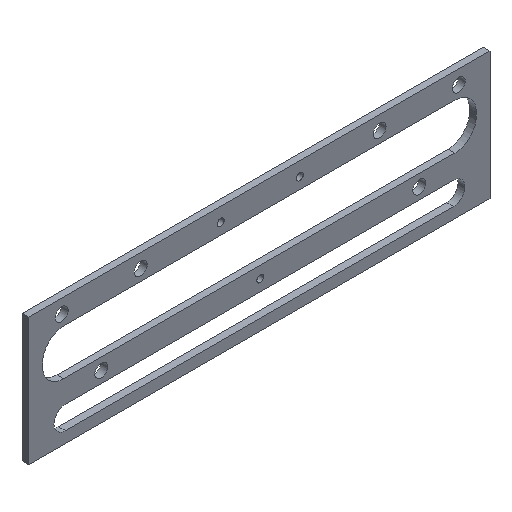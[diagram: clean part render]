
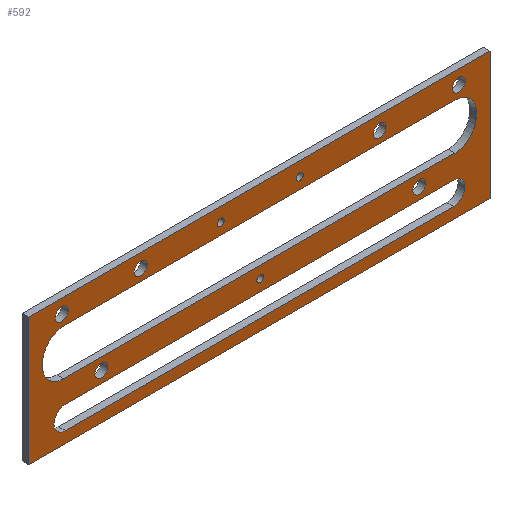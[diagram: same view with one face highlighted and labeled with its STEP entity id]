
A CAD part, isometric view. The second image highlights one B-rep face of the part: STEP entity #592.
In plain terms, the highlighted planar face has unit normal (0, -1, 0).
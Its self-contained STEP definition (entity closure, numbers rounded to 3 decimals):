
#42=FACE_BOUND('',#147,.T.);
#43=FACE_BOUND('',#148,.T.);
#44=FACE_BOUND('',#149,.T.);
#45=FACE_BOUND('',#150,.T.);
#46=FACE_BOUND('',#151,.T.);
#47=FACE_BOUND('',#152,.T.);
#48=FACE_BOUND('',#153,.T.);
#49=FACE_BOUND('',#154,.T.);
#50=FACE_BOUND('',#155,.T.);
#51=FACE_BOUND('',#156,.T.);
#52=FACE_BOUND('',#157,.T.);
#70=CIRCLE('',#635,9.355);
#71=CIRCLE('',#638,9.355);
#72=CIRCLE('',#641,5.);
#73=CIRCLE('',#643,5.);
#74=CIRCLE('',#648,2.8);
#75=CIRCLE('',#650,2.8);
#76=CIRCLE('',#652,2.8);
#77=CIRCLE('',#654,2.8);
#78=CIRCLE('',#656,2.8);
#79=CIRCLE('',#658,2.8);
#80=CIRCLE('',#660,5.);
#81=CIRCLE('',#663,5.);
#82=CIRCLE('',#665,9.355);
#83=CIRCLE('',#666,9.355);
#84=CIRCLE('',#667,1.5);
#85=CIRCLE('',#668,1.5);
#86=CIRCLE('',#669,1.5);
#106=FACE_OUTER_BOUND('',#146,.T.);
#146=EDGE_LOOP('',(#495,#496,#497,#498));
#147=EDGE_LOOP('',(#499));
#148=EDGE_LOOP('',(#500));
#149=EDGE_LOOP('',(#501));
#150=EDGE_LOOP('',(#502));
#151=EDGE_LOOP('',(#503));
#152=EDGE_LOOP('',(#504));
#153=EDGE_LOOP('',(#505,#506,#507,#508,#509,#510));
#154=EDGE_LOOP('',(#511,#512,#513,#514,#515,#516,#517,#518));
#155=EDGE_LOOP('',(#519));
#156=EDGE_LOOP('',(#520));
#157=EDGE_LOOP('',(#521));
#180=LINE('',#919,#227);
#183=LINE('',#927,#230);
#188=LINE('',#941,#235);
#190=LINE('',#946,#237);
#193=LINE('',#951,#240);
#202=LINE('',#983,#249);
#203=LINE('',#988,#250);
#204=LINE('',#989,#251);
#205=LINE('',#992,#252);
#206=LINE('',#995,#253);
#227=VECTOR('',#736,10.);
#230=VECTOR('',#745,10.);
#235=VECTOR('',#760,10.);
#237=VECTOR('',#764,10.);
#240=VECTOR('',#769,10.);
#249=VECTOR('',#808,10.);
#250=VECTOR('',#815,10.);
#251=VECTOR('',#816,10.);
#252=VECTOR('',#817,10.);
#253=VECTOR('',#820,10.);
#288=VERTEX_POINT('',#911);
#289=VERTEX_POINT('',#913);
#290=VERTEX_POINT('',#917);
#291=VERTEX_POINT('',#921);
#292=VERTEX_POINT('',#925);
#293=VERTEX_POINT('',#929);
#294=VERTEX_POINT('',#931);
#295=VERTEX_POINT('',#935);
#296=VERTEX_POINT('',#939);
#297=VERTEX_POINT('',#943);
#298=VERTEX_POINT('',#945);
#299=VERTEX_POINT('',#949);
#300=VERTEX_POINT('',#953);
#301=VERTEX_POINT('',#957);
#302=VERTEX_POINT('',#961);
#303=VERTEX_POINT('',#965);
#304=VERTEX_POINT('',#969);
#305=VERTEX_POINT('',#973);
#306=VERTEX_POINT('',#977);
#307=VERTEX_POINT('',#979);
#308=VERTEX_POINT('',#987);
#309=VERTEX_POINT('',#990);
#310=VERTEX_POINT('',#991);
#311=VERTEX_POINT('',#993);
#312=VERTEX_POINT('',#997);
#313=VERTEX_POINT('',#999);
#314=VERTEX_POINT('',#1001);
#343=EDGE_CURVE('',#288,#289,#70,.T.);
#346=EDGE_CURVE('',#288,#290,#180,.T.);
#348=EDGE_CURVE('',#291,#290,#71,.T.);
#350=EDGE_CURVE('',#291,#292,#183,.T.);
#352=EDGE_CURVE('',#293,#294,#72,.T.);
#355=EDGE_CURVE('',#295,#293,#73,.T.);
#357=EDGE_CURVE('',#295,#296,#188,.T.);
#359=EDGE_CURVE('',#297,#298,#190,.T.);
#362=EDGE_CURVE('',#299,#297,#193,.T.);
#364=EDGE_CURVE('',#300,#300,#74,.T.);
#366=EDGE_CURVE('',#301,#301,#75,.T.);
#368=EDGE_CURVE('',#302,#302,#76,.T.);
#370=EDGE_CURVE('',#303,#303,#77,.T.);
#372=EDGE_CURVE('',#304,#304,#78,.T.);
#374=EDGE_CURVE('',#305,#305,#79,.T.);
#376=EDGE_CURVE('',#306,#307,#80,.T.);
#378=EDGE_CURVE('',#306,#294,#202,.T.);
#379=EDGE_CURVE('',#307,#296,#81,.T.);
#380=EDGE_CURVE('',#299,#308,#203,.T.);
#381=EDGE_CURVE('',#308,#298,#204,.T.);
#382=EDGE_CURVE('',#309,#310,#205,.T.);
#383=EDGE_CURVE('',#311,#310,#82,.T.);
#384=EDGE_CURVE('',#311,#289,#206,.T.);
#385=EDGE_CURVE('',#309,#292,#83,.T.);
#386=EDGE_CURVE('',#312,#312,#84,.T.);
#387=EDGE_CURVE('',#313,#313,#85,.T.);
#388=EDGE_CURVE('',#314,#314,#86,.T.);
#495=ORIENTED_EDGE('',*,*,#362,.F.);
#496=ORIENTED_EDGE('',*,*,#380,.T.);
#497=ORIENTED_EDGE('',*,*,#381,.T.);
#498=ORIENTED_EDGE('',*,*,#359,.F.);
#499=ORIENTED_EDGE('',*,*,#364,.T.);
#500=ORIENTED_EDGE('',*,*,#366,.T.);
#501=ORIENTED_EDGE('',*,*,#368,.T.);
#502=ORIENTED_EDGE('',*,*,#370,.T.);
#503=ORIENTED_EDGE('',*,*,#372,.T.);
#504=ORIENTED_EDGE('',*,*,#374,.T.);
#505=ORIENTED_EDGE('',*,*,#357,.T.);
#506=ORIENTED_EDGE('',*,*,#379,.F.);
#507=ORIENTED_EDGE('',*,*,#376,.F.);
#508=ORIENTED_EDGE('',*,*,#378,.T.);
#509=ORIENTED_EDGE('',*,*,#352,.F.);
#510=ORIENTED_EDGE('',*,*,#355,.F.);
#511=ORIENTED_EDGE('',*,*,#382,.T.);
#512=ORIENTED_EDGE('',*,*,#383,.F.);
#513=ORIENTED_EDGE('',*,*,#384,.T.);
#514=ORIENTED_EDGE('',*,*,#343,.F.);
#515=ORIENTED_EDGE('',*,*,#346,.T.);
#516=ORIENTED_EDGE('',*,*,#348,.F.);
#517=ORIENTED_EDGE('',*,*,#350,.T.);
#518=ORIENTED_EDGE('',*,*,#385,.F.);
#519=ORIENTED_EDGE('',*,*,#386,.T.);
#520=ORIENTED_EDGE('',*,*,#387,.T.);
#521=ORIENTED_EDGE('',*,*,#388,.T.);
#565=PLANE('',#664);
#592=ADVANCED_FACE('',(#106,#42,#43,#44,#45,#46,#47,#48,#49,#50,#51,#52),
#565,.T.);
#635=AXIS2_PLACEMENT_3D('',#914,#730,#731);
#638=AXIS2_PLACEMENT_3D('',#923,#740,#741);
#641=AXIS2_PLACEMENT_3D('',#932,#749,#750);
#643=AXIS2_PLACEMENT_3D('',#937,#755,#756);
#648=AXIS2_PLACEMENT_3D('',#955,#773,#774);
#650=AXIS2_PLACEMENT_3D('',#959,#778,#779);
#652=AXIS2_PLACEMENT_3D('',#963,#783,#784);
#654=AXIS2_PLACEMENT_3D('',#967,#788,#789);
#656=AXIS2_PLACEMENT_3D('',#971,#793,#794);
#658=AXIS2_PLACEMENT_3D('',#975,#798,#799);
#660=AXIS2_PLACEMENT_3D('',#980,#803,#804);
#663=AXIS2_PLACEMENT_3D('',#985,#811,#812);
#664=AXIS2_PLACEMENT_3D('',#986,#813,#814);
#665=AXIS2_PLACEMENT_3D('',#994,#818,#819);
#666=AXIS2_PLACEMENT_3D('',#996,#821,#822);
#667=AXIS2_PLACEMENT_3D('',#998,#823,#824);
#668=AXIS2_PLACEMENT_3D('',#1000,#825,#826);
#669=AXIS2_PLACEMENT_3D('',#1002,#827,#828);
#730=DIRECTION('center_axis',(0.,-1.,0.));
#731=DIRECTION('ref_axis',(-0.707,0.,-0.707));
#736=DIRECTION('',(0.,0.,1.));
#740=DIRECTION('center_axis',(0.,-1.,0.));
#741=DIRECTION('ref_axis',(-0.707,0.,0.707));
#745=DIRECTION('',(1.,0.,0.));
#749=DIRECTION('center_axis',(0.,-1.,0.));
#750=DIRECTION('ref_axis',(-0.707,0.,-0.707));
#755=DIRECTION('center_axis',(0.,-1.,0.));
#756=DIRECTION('ref_axis',(-0.707,0.,0.707));
#760=DIRECTION('',(1.,0.,0.));
#764=DIRECTION('',(-1.,0.,0.));
#769=DIRECTION('',(0.,0.,-1.));
#773=DIRECTION('center_axis',(0.,1.,0.));
#774=DIRECTION('ref_axis',(-1.,0.,0.));
#778=DIRECTION('center_axis',(0.,1.,0.));
#779=DIRECTION('ref_axis',(-1.,0.,0.));
#783=DIRECTION('center_axis',(0.,1.,0.));
#784=DIRECTION('ref_axis',(-1.,0.,0.));
#788=DIRECTION('center_axis',(0.,1.,0.));
#789=DIRECTION('ref_axis',(-1.,0.,0.));
#793=DIRECTION('center_axis',(0.,1.,0.));
#794=DIRECTION('ref_axis',(-1.,0.,0.));
#798=DIRECTION('center_axis',(0.,1.,0.));
#799=DIRECTION('ref_axis',(-1.,0.,0.));
#803=DIRECTION('center_axis',(0.,-1.,0.));
#804=DIRECTION('ref_axis',(0.707,0.,-0.707));
#808=DIRECTION('',(-1.,0.,0.));
#811=DIRECTION('center_axis',(0.,-1.,0.));
#812=DIRECTION('ref_axis',(0.707,0.,0.707));
#813=DIRECTION('center_axis',(0.,-1.,0.));
#814=DIRECTION('ref_axis',(1.,0.,0.));
#815=DIRECTION('',(-1.,0.,0.));
#816=DIRECTION('',(0.,0.,-1.));
#817=DIRECTION('',(0.,0.,-1.));
#818=DIRECTION('center_axis',(0.,-1.,0.));
#819=DIRECTION('ref_axis',(0.707,0.,-0.707));
#820=DIRECTION('',(-1.,0.,0.));
#821=DIRECTION('center_axis',(0.,-1.,0.));
#822=DIRECTION('ref_axis',(0.707,0.,0.707));
#823=DIRECTION('center_axis',(0.,1.,0.));
#824=DIRECTION('ref_axis',(-1.,0.,0.));
#825=DIRECTION('center_axis',(0.,1.,0.));
#826=DIRECTION('ref_axis',(-1.,0.,0.));
#827=DIRECTION('center_axis',(0.,1.,0.));
#828=DIRECTION('ref_axis',(-1.,0.,0.));
#911=CARTESIAN_POINT('',(-2285.,1797.,-5.645));
#913=CARTESIAN_POINT('',(-2275.645,1797.,-15.));
#914=CARTESIAN_POINT('Origin',(-2275.645,1797.,-5.645));
#917=CARTESIAN_POINT('',(-2285.,1797.,-4.355));
#919=CARTESIAN_POINT('',(-2285.,1797.,-10.));
#921=CARTESIAN_POINT('',(-2275.645,1797.,5.));
#923=CARTESIAN_POINT('Origin',(-2275.645,1797.,-4.355));
#925=CARTESIAN_POINT('',(-2104.355,1797.,5.));
#927=CARTESIAN_POINT('',(-2237.5,1797.,5.));
#929=CARTESIAN_POINT('',(-2280.,1797.,-30.));
#931=CARTESIAN_POINT('',(-2275.,1797.,-35.));
#932=CARTESIAN_POINT('Origin',(-2275.,1797.,-30.));
#935=CARTESIAN_POINT('',(-2275.,1797.,-25.));
#937=CARTESIAN_POINT('Origin',(-2275.,1797.,-30.));
#939=CARTESIAN_POINT('',(-2105.,1797.,-25.));
#941=CARTESIAN_POINT('',(-2145.,1797.,-25.));
#943=CARTESIAN_POINT('',(-2089.,1797.,-40.));
#945=CARTESIAN_POINT('',(-2291.,1797.,-40.));
#946=CARTESIAN_POINT('',(-2245.,1797.,-40.));
#949=CARTESIAN_POINT('',(-2089.,1797.,16.));
#951=CARTESIAN_POINT('',(-2089.,1797.,-26.));
#953=CARTESIAN_POINT('',(-2117.2,1797.,-20.));
#955=CARTESIAN_POINT('Origin',(-2120.,1797.,-20.));
#957=CARTESIAN_POINT('',(-2099.879,1797.,10.));
#959=CARTESIAN_POINT('Origin',(-2102.679,1797.,10.));
#961=CARTESIAN_POINT('',(-2134.521,1797.,10.));
#963=CARTESIAN_POINT('Origin',(-2137.321,1797.,10.));
#965=CARTESIAN_POINT('',(-2239.162,1797.,10.));
#967=CARTESIAN_POINT('Origin',(-2241.962,1797.,10.));
#969=CARTESIAN_POINT('',(-2273.802,1797.,10.));
#971=CARTESIAN_POINT('Origin',(-2276.602,1797.,10.));
#973=CARTESIAN_POINT('',(-2256.482,1797.,-20.));
#975=CARTESIAN_POINT('Origin',(-2259.282,1797.,-20.));
#977=CARTESIAN_POINT('',(-2105.,1797.,-35.));
#979=CARTESIAN_POINT('',(-2100.,1797.,-30.));
#980=CARTESIAN_POINT('Origin',(-2105.,1797.,-30.));
#983=CARTESIAN_POINT('',(-2235.,1797.,-35.));
#985=CARTESIAN_POINT('Origin',(-2105.,1797.,-30.));
#986=CARTESIAN_POINT('Origin',(-2190.,1797.,-5.));
#987=CARTESIAN_POINT('',(-2291.,1797.,16.));
#988=CARTESIAN_POINT('',(-2135.,1797.,16.));
#989=CARTESIAN_POINT('',(-2291.,1797.,-26.));
#990=CARTESIAN_POINT('',(-2095.,1797.,-4.355));
#991=CARTESIAN_POINT('',(-2095.,1797.,-5.645));
#992=CARTESIAN_POINT('',(-2095.,1797.,0.));
#993=CARTESIAN_POINT('',(-2104.355,1797.,-15.));
#994=CARTESIAN_POINT('Origin',(-2104.355,1797.,-5.645));
#995=CARTESIAN_POINT('',(-2142.5,1797.,-15.));
#996=CARTESIAN_POINT('Origin',(-2104.355,1797.,-4.355));
#997=CARTESIAN_POINT('',(-2205.461,1797.,10.));
#998=CARTESIAN_POINT('Origin',(-2206.961,1797.,10.));
#999=CARTESIAN_POINT('',(-2170.821,1797.,10.));
#1000=CARTESIAN_POINT('Origin',(-2172.321,1797.,10.));
#1001=CARTESIAN_POINT('',(-2188.141,1797.,-20.));
#1002=CARTESIAN_POINT('Origin',(-2189.641,1797.,-20.));
